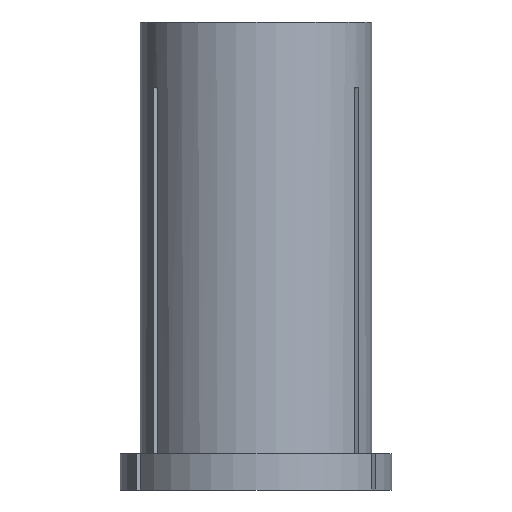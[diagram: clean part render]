
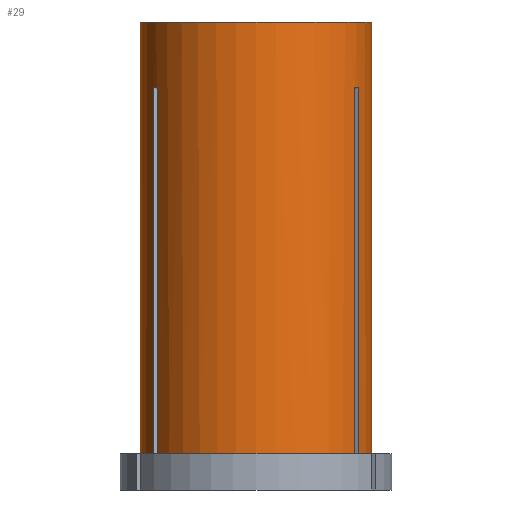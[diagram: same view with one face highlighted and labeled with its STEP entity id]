
A CAD part, front view. The second image highlights one B-rep face of the part: STEP entity #29.
In plain terms, the highlighted cylindrical face has radius 16 mm (diameter 32 mm), a partial arc.
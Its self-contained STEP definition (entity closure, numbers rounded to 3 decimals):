
#4 = CARTESIAN_POINT ( 'NONE',  ( -14.1, -7.563, 0. ) ) ;
#6 = EDGE_CURVE ( 'NONE', #1330, #908, #448, .T. ) ;
#7 = DIRECTION ( 'NONE',  ( 1., 0., 0. ) ) ;
#14 = VECTOR ( 'NONE', #93, 1000. ) ;
#29 = ADVANCED_FACE ( 'NONE', ( #289 ), #494, .T. ) ;
#52 = DIRECTION ( 'NONE',  ( 0., 0., 1. ) ) ;
#93 = DIRECTION ( 'NONE',  ( 0., 0., 1. ) ) ;
#166 = DIRECTION ( 'NONE',  ( 0., 0., 1. ) ) ;
#167 = VECTOR ( 'NONE', #52, 1000. ) ;
#182 = CIRCLE ( 'NONE', #515, 16. ) ;
#192 = ORIENTED_EDGE ( 'NONE', *, *, #198, .T. ) ;
#198 = EDGE_CURVE ( 'NONE', #336, #1034, #533, .T. ) ;
#203 = EDGE_CURVE ( 'NONE', #1146, #720, #462, .T. ) ;
#241 = ORIENTED_EDGE ( 'NONE', *, *, #593, .T. ) ;
#253 = CARTESIAN_POINT ( 'NONE',  ( 0., 0., -59.6 ) ) ;
#261 = DIRECTION ( 'NONE',  ( 0., 0., 1. ) ) ;
#272 = ORIENTED_EDGE ( 'NONE', *, *, #950, .T. ) ;
#282 = CARTESIAN_POINT ( 'NONE',  ( -13.6, -8.429, 0. ) ) ;
#284 = AXIS2_PLACEMENT_3D ( 'NONE', #253, #166, #349 ) ;
#287 = VERTEX_POINT ( 'NONE', #660 ) ;
#289 = FACE_OUTER_BOUND ( 'NONE', #1351, .T. ) ;
#304 = VERTEX_POINT ( 'NONE', #387 ) ;
#325 = ORIENTED_EDGE ( 'NONE', *, *, #203, .T. ) ;
#336 = VERTEX_POINT ( 'NONE', #547 ) ;
#339 = VECTOR ( 'NONE', #645, 1000. ) ;
#342 = CARTESIAN_POINT ( 'NONE',  ( -16., 0., -59.6 ) ) ;
#349 = DIRECTION ( 'NONE',  ( 1., 0., 0. ) ) ;
#366 = VERTEX_POINT ( 'NONE', #411 ) ;
#387 = CARTESIAN_POINT ( 'NONE',  ( -14.1, -7.563, -59.6 ) ) ;
#392 = ORIENTED_EDGE ( 'NONE', *, *, #552, .T. ) ;
#404 = CARTESIAN_POINT ( 'NONE',  ( -13.6, -8.429, -9.004 ) ) ;
#409 = CARTESIAN_POINT ( 'NONE',  ( -13.775, -8.146, -8.999 ) ) ;
#411 = CARTESIAN_POINT ( 'NONE',  ( -13.6, -8.429, -9.004 ) ) ;
#431 = VERTEX_POINT ( 'NONE', #1058 ) ;
#437 = CARTESIAN_POINT ( 'NONE',  ( -14.1, -7.563, -9.004 ) ) ;
#441 = CARTESIAN_POINT ( 'NONE',  ( -16., 0., 0. ) ) ;
#448 = LINE ( 'NONE', #1155, #14 ) ;
#462 = CIRCLE ( 'NONE', #1274, 16. ) ;
#477 = ORIENTED_EDGE ( 'NONE', *, *, #621, .F. ) ;
#494 = CYLINDRICAL_SURFACE ( 'NONE', #1360, 16. ) ;
#515 = AXIS2_PLACEMENT_3D ( 'NONE', #911, #1015, #1017 ) ;
#533 = LINE ( 'NONE', #602, #167 ) ;
#547 = CARTESIAN_POINT ( 'NONE',  ( 13.6, -8.429, -59.6 ) ) ;
#552 = EDGE_CURVE ( 'NONE', #1330, #304, #182, .T. ) ;
#588 = B_SPLINE_CURVE_WITH_KNOTS ( 'NONE', 3,
 ( #437, #653, #409, #404 ),
 .UNSPECIFIED., .F., .F.,
 ( 4, 4 ),
 ( 0., 0.001 ),
 .UNSPECIFIED. ) ;
#593 = EDGE_CURVE ( 'NONE', #304, #633, #954, .T. ) ;
#602 = CARTESIAN_POINT ( 'NONE',  ( 13.6, -8.429, 0. ) ) ;
#603 = CIRCLE ( 'NONE', #284, 16. ) ;
#613 = CARTESIAN_POINT ( 'NONE',  ( 13.6, -8.429, -9.004 ) ) ;
#621 = EDGE_CURVE ( 'NONE', #1146, #1263, #646, .T. ) ;
#633 = VERTEX_POINT ( 'NONE', #752 ) ;
#637 = AXIS2_PLACEMENT_3D ( 'NONE', #970, #966, #960 ) ;
#645 = DIRECTION ( 'NONE',  ( 0., 0., 1. ) ) ;
#646 = LINE ( 'NONE', #1265, #339 ) ;
#650 = CARTESIAN_POINT ( 'NONE',  ( 16., 0., -59.6 ) ) ;
#653 = CARTESIAN_POINT ( 'NONE',  ( -13.942, -7.857, -8.999 ) ) ;
#659 = EDGE_CURVE ( 'NONE', #908, #287, #1129, .T. ) ;
#660 = CARTESIAN_POINT ( 'NONE',  ( 16., 0., 0. ) ) ;
#709 = EDGE_CURVE ( 'NONE', #633, #366, #588, .T. ) ;
#720 = VERTEX_POINT ( 'NONE', #650 ) ;
#740 = VECTOR ( 'NONE', #261, 1000. ) ;
#747 = CARTESIAN_POINT ( 'NONE',  ( 0., 0., -59.6 ) ) ;
#752 = CARTESIAN_POINT ( 'NONE',  ( -14.1, -7.563, -9.004 ) ) ;
#758 = LINE ( 'NONE', #1230, #1062 ) ;
#782 = ORIENTED_EDGE ( 'NONE', *, *, #659, .F. ) ;
#796 = DIRECTION ( 'NONE',  ( 0., 0., 1. ) ) ;
#815 = ORIENTED_EDGE ( 'NONE', *, *, #979, .F. ) ;
#828 = DIRECTION ( 'NONE',  ( 1., 0., 0. ) ) ;
#864 = DIRECTION ( 'NONE',  ( 0., 0., 1. ) ) ;
#870 = CARTESIAN_POINT ( 'NONE',  ( 0., 0., 0. ) ) ;
#884 = B_SPLINE_CURVE_WITH_KNOTS ( 'NONE', 3,
 ( #917, #925, #1005, #1050 ),
 .UNSPECIFIED., .F., .F.,
 ( 4, 4 ),
 ( 0., 0.001 ),
 .UNSPECIFIED. ) ;
#908 = VERTEX_POINT ( 'NONE', #441 ) ;
#911 = CARTESIAN_POINT ( 'NONE',  ( 0., 0., -59.6 ) ) ;
#917 = CARTESIAN_POINT ( 'NONE',  ( 13.6, -8.429, -9.004 ) ) ;
#925 = CARTESIAN_POINT ( 'NONE',  ( 13.775, -8.146, -8.999 ) ) ;
#949 = ORIENTED_EDGE ( 'NONE', *, *, #709, .T. ) ;
#950 = EDGE_CURVE ( 'NONE', #720, #287, #758, .T. ) ;
#954 = LINE ( 'NONE', #4, #740 ) ;
#960 = DIRECTION ( 'NONE',  ( 1., 0., 0. ) ) ;
#966 = DIRECTION ( 'NONE',  ( 0., 0., 1. ) ) ;
#970 = CARTESIAN_POINT ( 'NONE',  ( 0., 0., 0. ) ) ;
#979 = EDGE_CURVE ( 'NONE', #431, #366, #1006, .T. ) ;
#982 = CARTESIAN_POINT ( 'NONE',  ( 14.1, -7.563, -9.004 ) ) ;
#1005 = CARTESIAN_POINT ( 'NONE',  ( 13.942, -7.857, -8.999 ) ) ;
#1006 = LINE ( 'NONE', #282, #1237 ) ;
#1015 = DIRECTION ( 'NONE',  ( 0., 0., 1. ) ) ;
#1017 = DIRECTION ( 'NONE',  ( 1., 0., 0. ) ) ;
#1034 = VERTEX_POINT ( 'NONE', #613 ) ;
#1035 = ORIENTED_EDGE ( 'NONE', *, *, #6, .F. ) ;
#1050 = CARTESIAN_POINT ( 'NONE',  ( 14.1, -7.563, -9.004 ) ) ;
#1058 = CARTESIAN_POINT ( 'NONE',  ( -13.6, -8.429, -59.6 ) ) ;
#1062 = VECTOR ( 'NONE', #1312, 1000. ) ;
#1089 = EDGE_CURVE ( 'NONE', #1034, #1263, #884, .T. ) ;
#1129 = CIRCLE ( 'NONE', #637, 16. ) ;
#1139 = EDGE_CURVE ( 'NONE', #431, #336, #603, .T. ) ;
#1146 = VERTEX_POINT ( 'NONE', #1309 ) ;
#1155 = CARTESIAN_POINT ( 'NONE',  ( -16., 0., 0. ) ) ;
#1174 = DIRECTION ( 'NONE',  ( 0., 0., 1. ) ) ;
#1218 = ORIENTED_EDGE ( 'NONE', *, *, #1089, .T. ) ;
#1230 = CARTESIAN_POINT ( 'NONE',  ( 16., 0., 0. ) ) ;
#1237 = VECTOR ( 'NONE', #796, 1000. ) ;
#1263 = VERTEX_POINT ( 'NONE', #982 ) ;
#1265 = CARTESIAN_POINT ( 'NONE',  ( 14.1, -7.563, 0. ) ) ;
#1274 = AXIS2_PLACEMENT_3D ( 'NONE', #747, #864, #828 ) ;
#1309 = CARTESIAN_POINT ( 'NONE',  ( 14.1, -7.563, -59.6 ) ) ;
#1312 = DIRECTION ( 'NONE',  ( 0., 0., 1. ) ) ;
#1330 = VERTEX_POINT ( 'NONE', #342 ) ;
#1340 = ORIENTED_EDGE ( 'NONE', *, *, #1139, .T. ) ;
#1351 = EDGE_LOOP ( 'NONE', ( #1035, #392, #241, #949, #815, #1340, #192, #1218, #477, #325, #272, #782 ) ) ;
#1360 = AXIS2_PLACEMENT_3D ( 'NONE', #870, #1174, #7 ) ;
